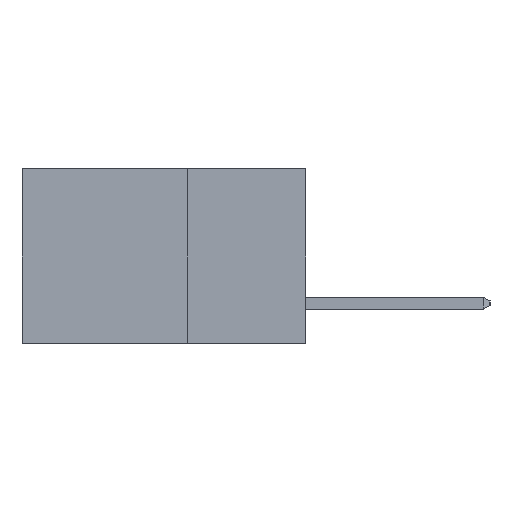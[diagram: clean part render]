
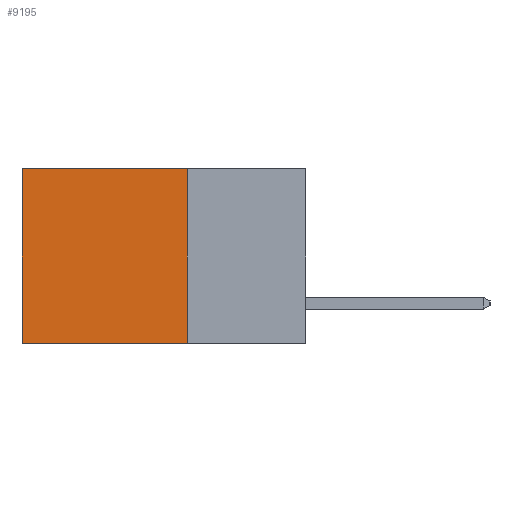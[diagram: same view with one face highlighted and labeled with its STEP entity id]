
A CAD part, left-side view. The second image highlights one B-rep face of the part: STEP entity #9195.
In plain terms, the highlighted planar face has unit normal (-1, 0, 0).
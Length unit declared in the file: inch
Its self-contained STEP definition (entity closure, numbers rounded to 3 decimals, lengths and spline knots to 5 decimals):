
#52 = EDGE_CURVE ( 'NONE', #8243, #242, #5124, .T. ) ;
#242 = VERTEX_POINT ( 'NONE', #7890 ) ;
#297 = CARTESIAN_POINT ( 'NONE',  ( 0.2615, 0.6, -0.37 ) ) ;
#594 = FACE_OUTER_BOUND ( 'NONE', #1915, .T. ) ;
#739 = CARTESIAN_POINT ( 'NONE',  ( 0.2615, 0.25, -0.37 ) ) ;
#1090 = DIRECTION ( 'NONE',  ( 0., 0., -1. ) ) ;
#1878 = ORIENTED_EDGE ( 'NONE', *, *, #10710, .T. ) ;
#1887 = VERTEX_POINT ( 'NONE', #297 ) ;
#1915 = EDGE_LOOP ( 'NONE', ( #1878, #3162, #4415, #9894 ) ) ;
#2009 = CARTESIAN_POINT ( 'NONE',  ( 0.2615, 0.25, -0.37 ) ) ;
#2425 = AXIS2_PLACEMENT_3D ( 'NONE', #739, #11119, #5565 ) ;
#2474 = VECTOR ( 'NONE', #6904, 39.37008 ) ;
#2577 = VECTOR ( 'NONE', #7357, 39.37008 ) ;
#2965 = EDGE_CURVE ( 'NONE', #8243, #7406, #11984, .T. ) ;
#3162 = ORIENTED_EDGE ( 'NONE', *, *, #4037, .F. ) ;
#3802 = CARTESIAN_POINT ( 'NONE',  ( 0.2615, 0.25, -0.37 ) ) ;
#3875 = LINE ( 'NONE', #10668, #11030 ) ;
#4037 = EDGE_CURVE ( 'NONE', #7406, #1887, #10024, .T. ) ;
#4094 = DIRECTION ( 'NONE',  ( 0., 0., -1. ) ) ;
#4141 = CARTESIAN_POINT ( 'NONE',  ( 0.2615, 0.25, 0. ) ) ;
#4415 = ORIENTED_EDGE ( 'NONE', *, *, #2965, .F. ) ;
#4603 = PLANE ( 'NONE',  #2425 ) ;
#5124 = LINE ( 'NONE', #6896, #2577 ) ;
#5565 = DIRECTION ( 'NONE',  ( 0., 0., -1. ) ) ;
#6889 = CARTESIAN_POINT ( 'NONE',  ( 0.2615, 0.25, -0.37 ) ) ;
#6896 = CARTESIAN_POINT ( 'NONE',  ( 0.2615, 0.25, 0. ) ) ;
#6904 = DIRECTION ( 'NONE',  ( 0., 1., 0. ) ) ;
#7357 = DIRECTION ( 'NONE',  ( 0., 1., 0. ) ) ;
#7406 = VERTEX_POINT ( 'NONE', #3802 ) ;
#7890 = CARTESIAN_POINT ( 'NONE',  ( 0.2615, 0.6, 0. ) ) ;
#8243 = VERTEX_POINT ( 'NONE', #4141 ) ;
#9195 = ADVANCED_FACE ( 'NONE', ( #594 ), #4603, .F. ) ;
#9636 = VECTOR ( 'NONE', #1090, 39.37008 ) ;
#9894 = ORIENTED_EDGE ( 'NONE', *, *, #52, .T. ) ;
#10024 = LINE ( 'NONE', #6889, #2474 ) ;
#10668 = CARTESIAN_POINT ( 'NONE',  ( 0.2615, 0.6, -0.37 ) ) ;
#10710 = EDGE_CURVE ( 'NONE', #242, #1887, #3875, .T. ) ;
#11030 = VECTOR ( 'NONE', #4094, 39.37008 ) ;
#11119 = DIRECTION ( 'NONE',  ( 1., 0., 0. ) ) ;
#11984 = LINE ( 'NONE', #2009, #9636 ) ;
